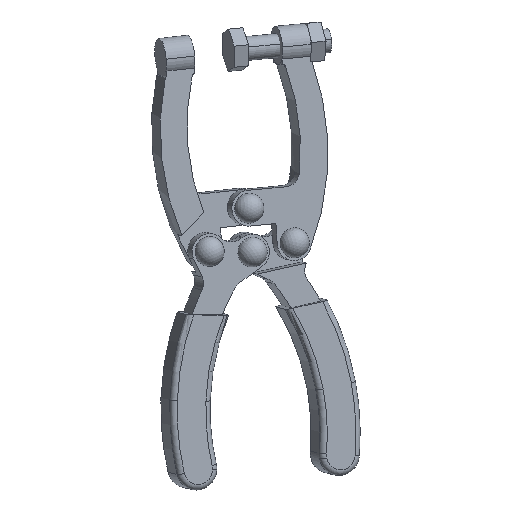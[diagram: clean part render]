
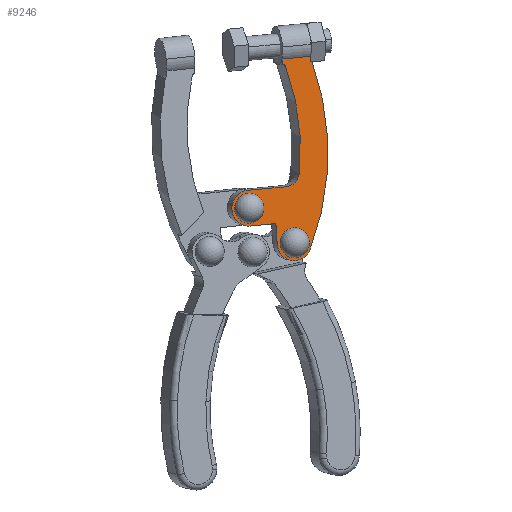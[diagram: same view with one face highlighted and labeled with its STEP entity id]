
A CAD part, top view. The second image highlights one B-rep face of the part: STEP entity #9246.
In plain terms, the highlighted planar face has unit normal (0.291, -0.071, 0.954).
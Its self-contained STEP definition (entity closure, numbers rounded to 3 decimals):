
#8443=CARTESIAN_POINT('',(238.056,170.054,12.936));
#8444=VERTEX_POINT('',#8443);
#8445=CARTESIAN_POINT('',(238.476,175.031,13.179));
#8446=DIRECTION('',(-0.291,0.071,-0.954));
#8447=DIRECTION('',(-0.865,0.407,0.294));
#8448=AXIS2_PLACEMENT_3D('',#8445,#8446,#8447);
#8449=CIRCLE('',#8448,5.);
#8450=EDGE_CURVE('',#8444,#8444,#8449,.T.);
#8514=CARTESIAN_POINT('',(252.666,168.34,8.35));
#8515=VERTEX_POINT('',#8514);
#8516=CARTESIAN_POINT('',(253.659,163.484,7.685));
#8517=DIRECTION('',(-0.291,0.071,-0.954));
#8518=DIRECTION('',(-0.865,0.407,0.294));
#8519=AXIS2_PLACEMENT_3D('',#8516,#8517,#8518);
#8520=CIRCLE('',#8519,5.);
#8521=EDGE_CURVE('',#8515,#8515,#8520,.T.);
#8668=CARTESIAN_POINT('',(238.076,180.99,13.745));
#8669=VERTEX_POINT('',#8668);
#8676=CARTESIAN_POINT('',(250.884,182.213,9.928));
#8677=VERTEX_POINT('',#8676);
#8678=CARTESIAN_POINT('',(238.076,180.99,13.745));
#8679=DIRECTION('',(0.954,0.091,-0.284));
#8680=VECTOR('',#8679,13.42);
#8681=LINE('',#8678,#8680);
#8682=EDGE_CURVE('',#8669,#8677,#8681,.T.);
#8699=CARTESIAN_POINT('',(238.877,169.071,12.612));
#8700=VERTEX_POINT('',#8699);
#8707=CARTESIAN_POINT('',(238.476,175.031,13.179));
#8708=DIRECTION('',(-0.291,0.071,-0.954));
#8709=DIRECTION('',(0.067,-0.993,-0.094));
#8710=AXIS2_PLACEMENT_3D('',#8707,#8708,#8709);
#8711=CIRCLE('',#8710,6.);
#8712=EDGE_CURVE('',#8700,#8669,#8711,.T.);
#8724=CARTESIAN_POINT('',(247.466,169.891,10.053));
#8725=VERTEX_POINT('',#8724);
#8732=CARTESIAN_POINT('',(247.466,169.891,10.053));
#8733=DIRECTION('',(-0.954,-0.091,0.284));
#8734=VECTOR('',#8733,9.);
#8735=LINE('',#8732,#8734);
#8736=EDGE_CURVE('',#8725,#8700,#8735,.T.);
#8748=CARTESIAN_POINT('',(247.933,162.938,9.392));
#8749=VERTEX_POINT('',#8748);
#8756=CARTESIAN_POINT('',(247.933,162.938,9.392));
#8757=DIRECTION('',(-0.067,0.993,0.094));
#8758=VECTOR('',#8757,7.);
#8759=LINE('',#8756,#8758);
#8760=EDGE_CURVE('',#8749,#8725,#8759,.T.);
#8782=CARTESIAN_POINT('',(259.618,223.69,10.354));
#8783=VERTEX_POINT('',#8782);
#8790=CARTESIAN_POINT('',(258.99,161.388,5.902));
#8791=VERTEX_POINT('',#8790);
#8792=CARTESIAN_POINT('',(182.073,191.638,31.627));
#8793=DIRECTION('',(-0.291,0.071,-0.954));
#8794=DIRECTION('',(0.896,0.37,-0.246));
#8795=AXIS2_PLACEMENT_3D('',#8792,#8793,#8794);
#8796=CIRCLE('',#8795,86.562);
#8797=EDGE_CURVE('',#8783,#8791,#8796,.T.);
#8893=CARTESIAN_POINT('',(249.594,224.922,13.505));
#8894=VERTEX_POINT('',#8893);
#8902=CARTESIAN_POINT('',(249.718,223.088,13.331));
#8903=VERTEX_POINT('',#8902);
#8910=CARTESIAN_POINT('',(249.718,223.088,13.331));
#8911=DIRECTION('',(-0.067,0.993,0.094));
#8912=VECTOR('',#8911,1.847);
#8913=LINE('',#8910,#8912);
#8914=EDGE_CURVE('',#8903,#8894,#8913,.T.);
#8984=CARTESIAN_POINT('',(259.077,225.828,10.679));
#8985=VERTEX_POINT('',#8984);
#8986=CARTESIAN_POINT('',(249.594,224.922,13.505));
#8987=DIRECTION('',(0.954,0.091,-0.284));
#8988=VECTOR('',#8987,9.936);
#8989=LINE('',#8986,#8988);
#8990=EDGE_CURVE('',#8894,#8985,#8989,.T.);
#9067=CARTESIAN_POINT('',(250.675,222.478,12.993));
#9068=VERTEX_POINT('',#9067);
#9075=CARTESIAN_POINT('',(249.784,222.095,13.236));
#9076=DIRECTION('',(0.291,-0.071,0.954));
#9077=DIRECTION('',(0.067,-0.993,-0.094));
#9078=AXIS2_PLACEMENT_3D('',#9075,#9076,#9077);
#9079=CIRCLE('',#9078,1.);
#9080=EDGE_CURVE('',#9068,#8903,#9079,.T.);
#9117=CARTESIAN_POINT('',(253.659,163.484,7.685));
#9118=DIRECTION('',(-0.291,0.071,-0.954));
#9119=DIRECTION('',(0.889,-0.349,-0.297));
#9120=AXIS2_PLACEMENT_3D('',#9117,#9118,#9119);
#9121=CIRCLE('',#9120,6.);
#9122=EDGE_CURVE('',#8791,#8749,#9121,.T.);
#9136=CARTESIAN_POINT('',(255.308,186.768,8.918));
#9137=VERTEX_POINT('',#9136);
#9144=CARTESIAN_POINT('',(182.282,193.087,31.671));
#9145=DIRECTION('',(0.291,-0.071,0.954));
#9146=DIRECTION('',(-0.891,-0.383,0.243));
#9147=AXIS2_PLACEMENT_3D('',#9144,#9145,#9146);
#9148=CIRCLE('',#9147,76.748);
#9149=EDGE_CURVE('',#9137,#9068,#9148,.T.);
#9162=CARTESIAN_POINT('',(250.55,187.18,10.4));
#9163=DIRECTION('',(0.291,-0.071,0.954));
#9164=DIRECTION('',(-0.951,0.082,0.296));
#9165=AXIS2_PLACEMENT_3D('',#9162,#9163,#9164);
#9166=CIRCLE('',#9165,5.0);
#9167=EDGE_CURVE('',#8677,#9137,#9166,.T.);
#9179=CARTESIAN_POINT('',(259.2,223.994,10.505));
#9180=VERTEX_POINT('',#9179);
#9187=CARTESIAN_POINT('',(259.2,223.994,10.505));
#9188=DIRECTION('',(0.777,-0.564,-0.279));
#9189=VECTOR('',#9188,0.538);
#9190=LINE('',#9187,#9189);
#9191=EDGE_CURVE('',#9180,#8783,#9190,.T.);
#9205=CARTESIAN_POINT('',(259.2,223.994,10.505));
#9206=DIRECTION('',(-0.067,0.993,0.094));
#9207=VECTOR('',#9206,1.847);
#9208=LINE('',#9205,#9207);
#9209=EDGE_CURVE('',#9180,#8985,#9208,.T.);
#9220=CARTESIAN_POINT('',(254.028,229.498,12.493));
#9221=DIRECTION('',(-0.291,0.071,-0.954));
#9222=DIRECTION('',(-0.954,-0.091,0.284));
#9223=AXIS2_PLACEMENT_3D('',#9220,#9221,#9222);
#9224=PLANE('',#9223);
#9225=ORIENTED_EDGE('',*,*,#9080,.F.);
#9226=ORIENTED_EDGE('',*,*,#9149,.F.);
#9227=ORIENTED_EDGE('',*,*,#9167,.F.);
#9228=ORIENTED_EDGE('',*,*,#8682,.F.);
#9229=ORIENTED_EDGE('',*,*,#8712,.F.);
#9230=ORIENTED_EDGE('',*,*,#8736,.F.);
#9231=ORIENTED_EDGE('',*,*,#8760,.F.);
#9232=ORIENTED_EDGE('',*,*,#9122,.F.);
#9233=ORIENTED_EDGE('',*,*,#8797,.F.);
#9234=ORIENTED_EDGE('',*,*,#9191,.F.);
#9235=ORIENTED_EDGE('',*,*,#9209,.T.);
#9236=ORIENTED_EDGE('',*,*,#8990,.F.);
#9237=ORIENTED_EDGE('',*,*,#8914,.F.);
#9238=EDGE_LOOP('',(#9225,#9226,#9227,#9228,#9229,#9230,#9231,#9232,#9233,#9234,#9235,#9236,#9237));
#9239=FACE_OUTER_BOUND('',#9238,.T.);
#9240=ORIENTED_EDGE('',*,*,#8450,.T.);
#9241=EDGE_LOOP('',(#9240));
#9242=FACE_BOUND('',#9241,.T.);
#9243=ORIENTED_EDGE('',*,*,#8521,.T.);
#9244=EDGE_LOOP('',(#9243));
#9245=FACE_BOUND('',#9244,.T.);
#9246=ADVANCED_FACE('',(#9239,#9242,#9245),#9224,.F.);
